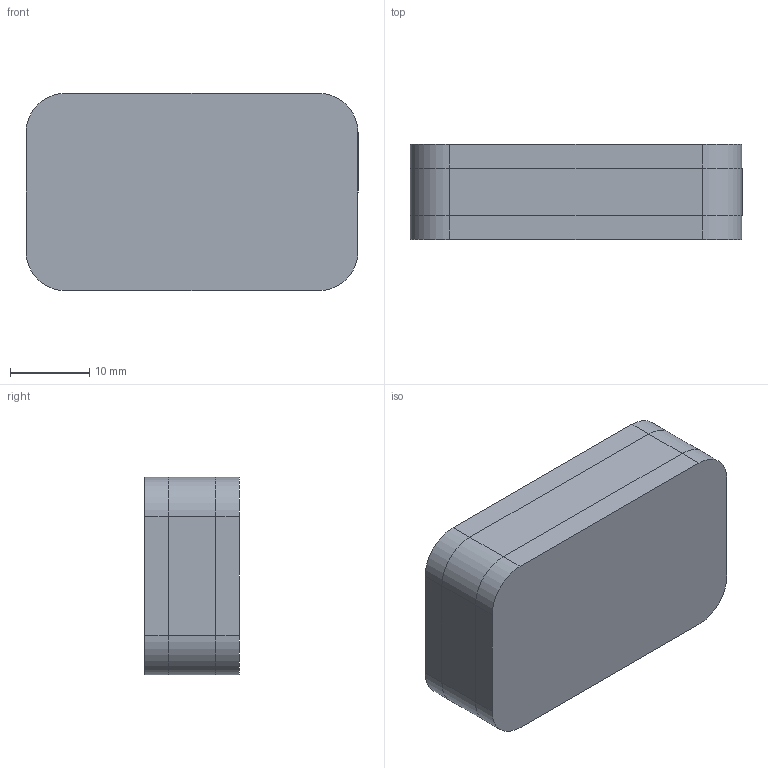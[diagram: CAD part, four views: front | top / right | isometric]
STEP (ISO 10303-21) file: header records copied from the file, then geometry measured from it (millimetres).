
FILE_DESCRIPTION(/* description */ (''),/* implementation_level */ '2;1');
FILE_NAME(/* name */ 'IMU Assembly.stp',/* time_stamp */ '2015-05-29T10:02:34-07:00',/* author */ ('Evil Brian'),/* organization */ (''),/* preprocessor_version */ 'ST-DEVELOPER v15.6',/* originating_system */ 'Autodesk Inventor 2015',/* authorisation */ '');
FILE_SCHEMA (('AUTOMOTIVE_DESIGN { 1 0 10303 214 3 1 1 }'));
Length unit declared in the file: millimetre
Products named in the file (4): IMU Bottom 3mm; IMU Center 6mm; IMU Top 3mm; IMU Assembly
Bounding box: 42 x 12 x 25 mm (x, y, z)
Volume: 9116 mm3; surface area: 7370.3 mm2
Topology: 3 solids, 3 shells, 74 faces, 204 edges, 136 vertices
Faces by surface type: plane 38, cylinder 36
Entity records: 2490 total; most frequent: DIRECTION 438, CARTESIAN_POINT 421, ORIENTED_EDGE 408, EDGE_CURVE 204, AXIS2_PLACEMENT_3D 153, VERTEX_POINT 136, LINE 132, VECTOR 132
